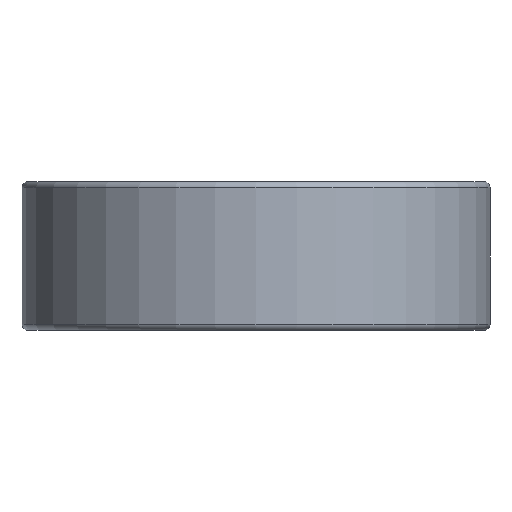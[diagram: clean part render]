
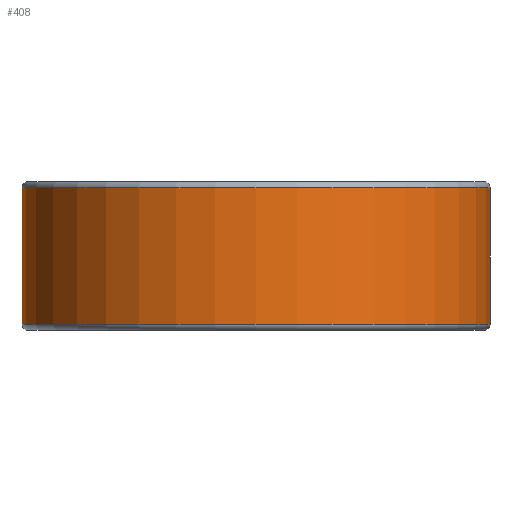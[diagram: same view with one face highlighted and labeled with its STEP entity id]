
A CAD part, front view. The second image highlights one B-rep face of the part: STEP entity #408.
In plain terms, the highlighted cylindrical face has radius 11 mm (diameter 22 mm), a full revolution.
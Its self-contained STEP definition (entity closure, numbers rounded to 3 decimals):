
#388 = VERTEX_POINT('',#389);
#389 = CARTESIAN_POINT('',(11.,0.,-3.2));
#396 = EDGE_CURVE('',#388,#388,#397,.T.);
#397 = CIRCLE('',#398,11.);
#398 = AXIS2_PLACEMENT_3D('',#399,#400,#401);
#399 = CARTESIAN_POINT('',(0.,0.,-3.2));
#400 = DIRECTION('',(0.,0.,-1.));
#401 = DIRECTION('',(1.,0.,0.));
#408 = ADVANCED_FACE('',(#409),#428,.T.);
#409 = FACE_BOUND('',#410,.T.);
#410 = EDGE_LOOP('',(#411,#420,#426,#427));
#411 = ORIENTED_EDGE('',*,*,#412,.T.);
#412 = EDGE_CURVE('',#413,#413,#415,.T.);
#413 = VERTEX_POINT('',#414);
#414 = CARTESIAN_POINT('',(11.,0.,3.2));
#415 = CIRCLE('',#416,11.);
#416 = AXIS2_PLACEMENT_3D('',#417,#418,#419);
#417 = CARTESIAN_POINT('',(0.,0.,3.2));
#418 = DIRECTION('',(0.,0.,-1.));
#419 = DIRECTION('',(1.,0.,0.));
#420 = ORIENTED_EDGE('',*,*,#421,.T.);
#421 = EDGE_CURVE('',#413,#388,#422,.T.);
#422 = LINE('',#423,#424);
#423 = CARTESIAN_POINT('',(11.,0.,3.2));
#424 = VECTOR('',#425,1.);
#425 = DIRECTION('',(0.,0.,-1.));
#426 = ORIENTED_EDGE('',*,*,#396,.F.);
#427 = ORIENTED_EDGE('',*,*,#421,.F.);
#428 = CYLINDRICAL_SURFACE('',#429,11.);
#429 = AXIS2_PLACEMENT_3D('',#430,#431,#432);
#430 = CARTESIAN_POINT('',(0.,0.,3.2));
#431 = DIRECTION('',(-0.,0.,-1.));
#432 = DIRECTION('',(1.,0.,0.));
